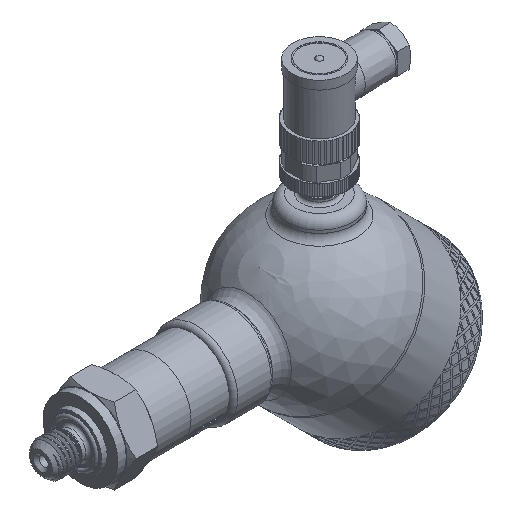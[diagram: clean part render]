
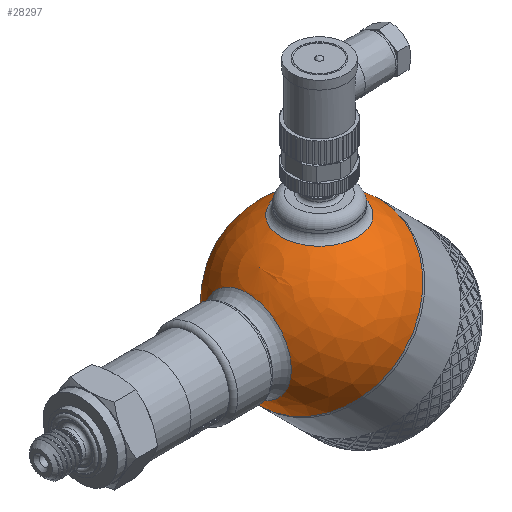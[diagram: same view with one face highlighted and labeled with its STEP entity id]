
A CAD part, isometric view. The second image highlights one B-rep face of the part: STEP entity #28297.
In plain terms, the highlighted spherical face has radius 30 mm.
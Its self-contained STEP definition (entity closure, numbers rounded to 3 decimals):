
#45=SPHERICAL_SURFACE('',#30050,30.);
#154=FACE_BOUND('',#3792,.T.);
#155=FACE_BOUND('',#3793,.T.);
#1982=FACE_OUTER_BOUND('',#3791,.T.);
#3791=EDGE_LOOP('',(#20177,#20178,#20179,#20180));
#3792=EDGE_LOOP('',(#20181));
#3793=EDGE_LOOP('',(#20182));
#5525=CIRCLE('',#29973,30.);
#5526=CIRCLE('',#29974,30.);
#5553=CIRCLE('',#30046,13.5);
#5556=CIRCLE('',#30051,30.);
#5557=CIRCLE('',#30052,15.643);
#11006=VERTEX_POINT('',#38129);
#11007=VERTEX_POINT('',#38131);
#11482=VERTEX_POINT('',#44193);
#11484=VERTEX_POINT('',#44200);
#11485=VERTEX_POINT('',#44202);
#14055=EDGE_CURVE('',#11006,#11007,#5525,.T.);
#14056=EDGE_CURVE('',#11007,#11006,#5526,.T.);
#14771=EDGE_CURVE('',#11482,#11482,#5553,.T.);
#14774=EDGE_CURVE('',#11007,#11484,#5556,.T.);
#14775=EDGE_CURVE('',#11485,#11485,#5557,.T.);
#20177=ORIENTED_EDGE('',*,*,#14056,.F.);
#20178=ORIENTED_EDGE('',*,*,#14774,.T.);
#20179=ORIENTED_EDGE('',*,*,#14774,.F.);
#20180=ORIENTED_EDGE('',*,*,#14055,.F.);
#20181=ORIENTED_EDGE('',*,*,#14775,.F.);
#20182=ORIENTED_EDGE('',*,*,#14771,.F.);
#28297=ADVANCED_FACE('',(#1982,#154,#155),#45,.T.);
#29973=AXIS2_PLACEMENT_3D('',#38132,#31874,#31875);
#29974=AXIS2_PLACEMENT_3D('',#38133,#31876,#31877);
#30046=AXIS2_PLACEMENT_3D('',#44194,#32272,#32273);
#30050=AXIS2_PLACEMENT_3D('',#44199,#32280,#32281);
#30051=AXIS2_PLACEMENT_3D('',#44201,#32282,#32283);
#30052=AXIS2_PLACEMENT_3D('',#44203,#32284,#32285);
#31874=DIRECTION('center_axis',(1.,0.,0.));
#31875=DIRECTION('ref_axis',(0.,1.,0.));
#31876=DIRECTION('center_axis',(1.,0.,0.));
#31877=DIRECTION('ref_axis',(0.,1.,0.));
#32272=DIRECTION('center_axis',(-0.707,0.,-0.707));
#32273=DIRECTION('ref_axis',(-0.707,0.,0.707));
#32280=DIRECTION('center_axis',(1.,0.,0.));
#32281=DIRECTION('ref_axis',(0.,-1.,0.));
#32282=DIRECTION('center_axis',(0.,0.,1.));
#32283=DIRECTION('ref_axis',(0.,1.,0.));
#32284=DIRECTION('center_axis',(-0.707,0.,0.707));
#32285=DIRECTION('ref_axis',(0.707,0.,0.707));
#38129=CARTESIAN_POINT('',(0.,-30.,0.));
#38131=CARTESIAN_POINT('',(0.,30.,0.));
#38132=CARTESIAN_POINT('Origin',(0.,0.,0.));
#38133=CARTESIAN_POINT('Origin',(0.,0.,0.));
#44193=CARTESIAN_POINT('',(-9.398,0.,-28.49));
#44194=CARTESIAN_POINT('Origin',(-18.944,0.,-18.944));
#44199=CARTESIAN_POINT('Origin',(0.,0.,0.));
#44200=CARTESIAN_POINT('',(-30.,0.,0.));
#44201=CARTESIAN_POINT('Origin',(0.,0.,0.));
#44202=CARTESIAN_POINT('',(-29.162,0.,7.04));
#44203=CARTESIAN_POINT('Origin',(-18.101,0.,18.101));
